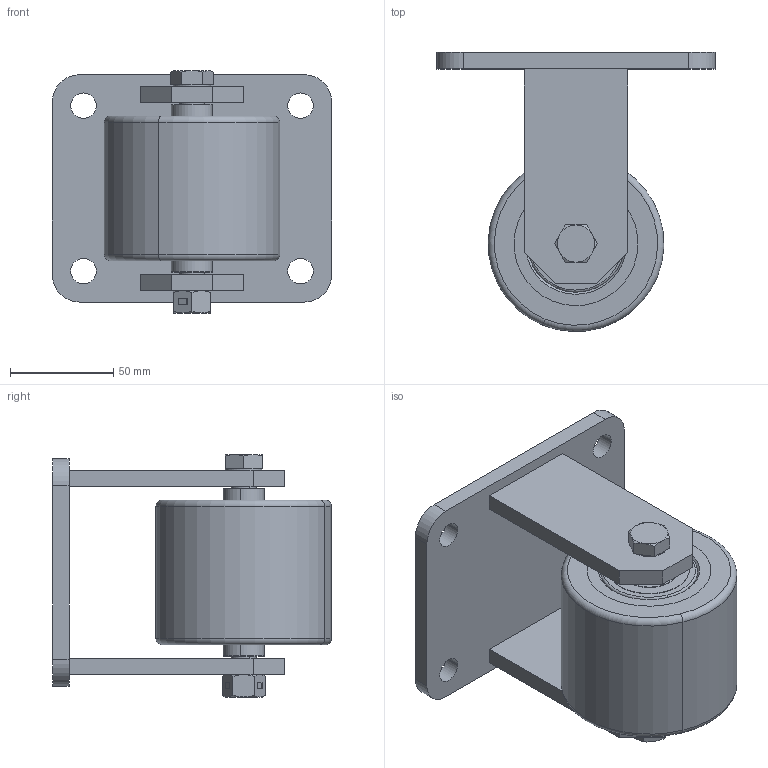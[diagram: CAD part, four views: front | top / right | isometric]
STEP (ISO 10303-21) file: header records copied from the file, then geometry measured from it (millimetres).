
FILE_DESCRIPTION (( 'STEP AP214' ), '1' );
FILE_NAME ('0012671.step', '2021-04-06T08:38:15', ( '' ), ( '' ), 'SwSTEP 2.0', 'SolidWorks 2020', '' );
FILE_SCHEMA (( 'AUTOMOTIVE_DESIGN' ));
Length unit declared in the file: millimetre
Products named in the file (1): 0012671
Bounding box: 135 x 134.97 x 117.5 mm (x, y, z)
Volume: 545935.7 mm3; surface area: 161163.6 mm2
Topology: 18 solids, 18 shells, 242 faces, 516 edges, 312 vertices
Faces by surface type: plane 84, cylinder 80, torus 50, cone 28
Entity records: 9599 total; most frequent: CARTESIAN_POINT 1279, DIRECTION 1248, ORIENTED_EDGE 1032, AXIS2_PLACEMENT_3D 525, EDGE_CURVE 516, VERTEX_POINT 312, EDGE_LOOP 284, CIRCLE 282
